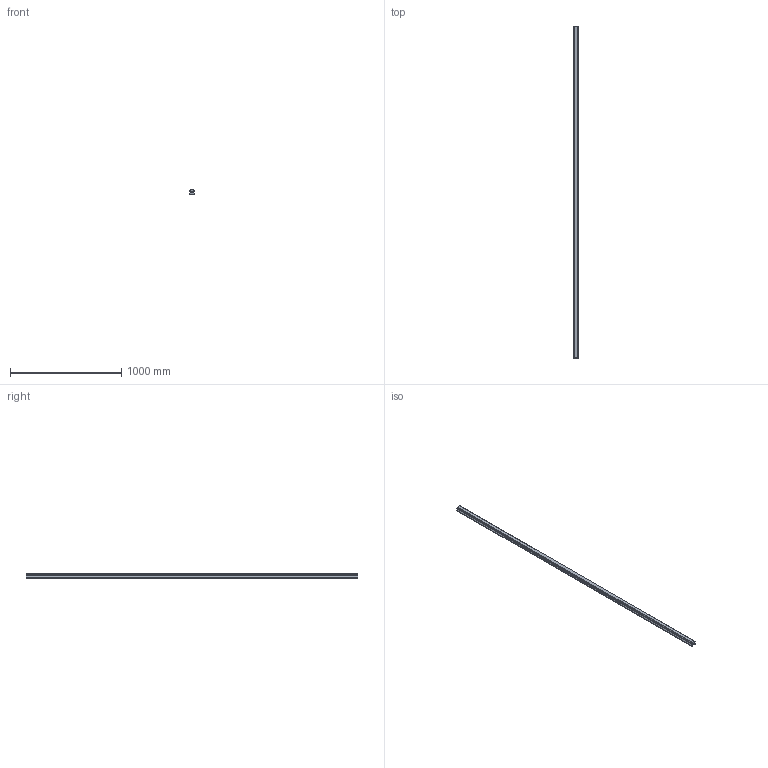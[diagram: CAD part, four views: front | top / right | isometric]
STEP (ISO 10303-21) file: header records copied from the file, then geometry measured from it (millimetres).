
FILE_DESCRIPTION(('STEP AP214'),'1');
FILE_NAME('cctmp_186F5666-F816-4D7D-8C35-06489499702D_2021_02_01_10_18_17_0950..stp','2021-02-01T09:18:18',('HIWIN GmbH'),('CADClick - www.CADClick.com'),'Spatial InterOp 3D',' ','unknown authorization');
FILE_SCHEMA(('AUTOMOTIVE_DESIGN'));
Length unit declared in the file: millimetre
Products named in the file (1): HGR45T2980C_FILE
Bounding box: 45 x 2980 x 38 mm (x, y, z)
Volume: 4171956.2 mm3; surface area: 540259.1 mm2
Topology: 1 solids, 1 shells, 213 faces, 563 edges, 327 vertices
Faces by surface type: plane 93, cylinder 62, cone 58
Entity records: 7819 total; most frequent: DIRECTION 1057, CARTESIAN_POINT 1046, ORIENTED_EDGE 1010, EDGE_CURVE 505, LINE 381, VECTOR 381, AXIS2_PLACEMENT_3D 338, VERTEX_POINT 327
